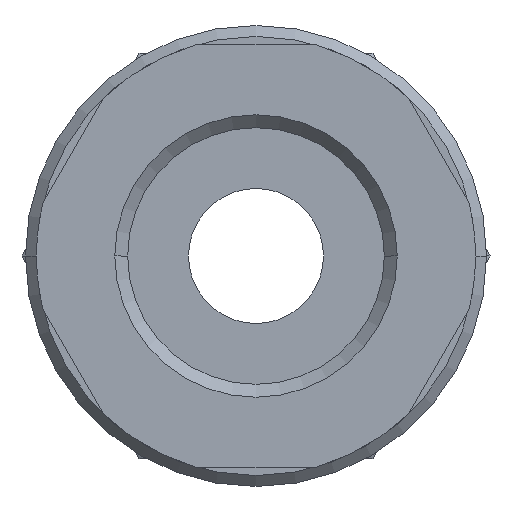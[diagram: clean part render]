
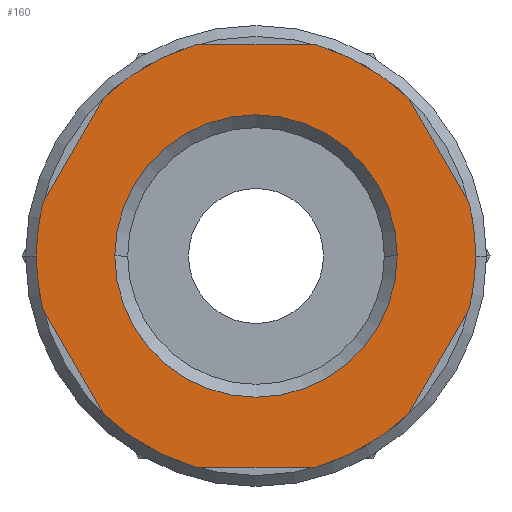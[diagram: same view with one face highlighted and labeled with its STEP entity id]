
A CAD part, front view. The second image highlights one B-rep face of the part: STEP entity #160.
In plain terms, the highlighted planar face has unit normal (0, -1, 0).
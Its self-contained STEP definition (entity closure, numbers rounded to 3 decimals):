
#160=ADVANCED_FACE('',(#379,#380),#381,.T.);
#379=FACE_BOUND('',#654,.T.);
#380=FACE_OUTER_BOUND('',#655,.T.);
#381=PLANE('',#656);
#654=EDGE_LOOP('',(#1053,#1054));
#655=EDGE_LOOP('',(#1055,#1056,#1057,#1058,#1059,#1060,#1061,#1062,#1063,#1064,#1065,#1066,#1067,#1068));
#656=AXIS2_PLACEMENT_3D('',#1069,#1070,#1071);
#1053=ORIENTED_EDGE('',*,*,#1564,.T.);
#1054=ORIENTED_EDGE('',*,*,#1680,.T.);
#1055=ORIENTED_EDGE('',*,*,#1681,.F.);
#1056=ORIENTED_EDGE('',*,*,#1682,.F.);
#1057=ORIENTED_EDGE('',*,*,#1683,.F.);
#1058=ORIENTED_EDGE('',*,*,#1684,.F.);
#1059=ORIENTED_EDGE('',*,*,#1685,.F.);
#1060=ORIENTED_EDGE('',*,*,#1686,.F.);
#1061=ORIENTED_EDGE('',*,*,#1654,.F.);
#1062=ORIENTED_EDGE('',*,*,#1687,.F.);
#1063=ORIENTED_EDGE('',*,*,#1688,.F.);
#1064=ORIENTED_EDGE('',*,*,#1689,.F.);
#1065=ORIENTED_EDGE('',*,*,#1625,.F.);
#1066=ORIENTED_EDGE('',*,*,#1690,.F.);
#1067=ORIENTED_EDGE('',*,*,#1691,.F.);
#1068=ORIENTED_EDGE('',*,*,#1692,.F.);
#1069=CARTESIAN_POINT('',(6.5,0.0,0.0));
#1070=DIRECTION('',(-0.0,-1.0,-0.0));
#1071=DIRECTION('',(-1.0,0.0,0.0));
#1564=EDGE_CURVE('',#1840,#1838,#1841,.T.);
#1625=EDGE_CURVE('',#1942,#1938,#1944,.T.);
#1654=EDGE_CURVE('',#1990,#1985,#1992,.T.);
#1680=EDGE_CURVE('',#1838,#1840,#2029,.T.);
#1681=EDGE_CURVE('',#2030,#2031,#2032,.T.);
#1682=EDGE_CURVE('',#2033,#2030,#2034,.T.);
#1683=EDGE_CURVE('',#2035,#2033,#2036,.T.);
#1684=EDGE_CURVE('',#2037,#2035,#2038,.T.);
#1685=EDGE_CURVE('',#2039,#2037,#2040,.T.);
#1686=EDGE_CURVE('',#1985,#2039,#2041,.T.);
#1687=EDGE_CURVE('',#2042,#1990,#2043,.T.);
#1688=EDGE_CURVE('',#2044,#2042,#2045,.T.);
#1689=EDGE_CURVE('',#1938,#2044,#2046,.T.);
#1690=EDGE_CURVE('',#2047,#1942,#2048,.T.);
#1691=EDGE_CURVE('',#2049,#2047,#2050,.T.);
#1692=EDGE_CURVE('',#2031,#2049,#2051,.T.);
#1838=VERTEX_POINT('',#2224);
#1840=VERTEX_POINT('',#2227);
#1841=CIRCLE('',#2228,8.36);
#1938=VERTEX_POINT('',#2404);
#1942=VERTEX_POINT('',#2409);
#1944=CIRCLE('',#2412,13.0);
#1985=VERTEX_POINT('',#2494);
#1990=VERTEX_POINT('',#2500);
#1992=CIRCLE('',#2503,13.0);
#2029=CIRCLE('',#2588,8.36);
#2030=VERTEX_POINT('',#2589);
#2031=VERTEX_POINT('',#2590);
#2032=LINE('',#2591,#2592);
#2033=VERTEX_POINT('',#2593);
#2034=CIRCLE('',#2594,13.0);
#2035=VERTEX_POINT('',#2595);
#2036=LINE('',#2596,#2597);
#2037=VERTEX_POINT('',#2598);
#2038=CIRCLE('',#2599,13.0);
#2039=VERTEX_POINT('',#2600);
#2040=LINE('',#2601,#2602);
#2041=CIRCLE('',#2603,13.0);
#2042=VERTEX_POINT('',#2604);
#2043=LINE('',#2605,#2606);
#2044=VERTEX_POINT('',#2607);
#2045=CIRCLE('',#2608,13.0);
#2046=LINE('',#2609,#2610);
#2047=VERTEX_POINT('',#2611);
#2048=LINE('',#2612,#2613);
#2049=VERTEX_POINT('',#2614);
#2050=CIRCLE('',#2615,13.0);
#2051=CIRCLE('',#2616,13.0);
#2224=CARTESIAN_POINT('',(8.36,0.0,0.));
#2227=CARTESIAN_POINT('',(-8.36,0.0,0.));
#2228=AXIS2_PLACEMENT_3D('',#2949,#2950,#2951);
#2404=CARTESIAN_POINT('',(-3.571,0.0,12.5));
#2409=CARTESIAN_POINT('',(-9.04,0.0,9.342));
#2412=AXIS2_PLACEMENT_3D('',#3048,#3049,#3050);
#2494=CARTESIAN_POINT('',(13.0,0.0,0.));
#2500=CARTESIAN_POINT('',(12.611,0.0,3.158));
#2503=AXIS2_PLACEMENT_3D('',#3088,#3089,#3090);
#2588=AXIS2_PLACEMENT_3D('',#3125,#3126,#3127);
#2589=CARTESIAN_POINT('',(-9.04,0.0,-9.342));
#2590=CARTESIAN_POINT('',(-12.611,0.0,-3.158));
#2591=CARTESIAN_POINT('',(-10.013,0.0,-7.657));
#2592=VECTOR('',#3128,1.0);
#2593=CARTESIAN_POINT('',(-3.571,0.0,-12.5));
#2594=AXIS2_PLACEMENT_3D('',#3129,#3130,#3131);
#2595=CARTESIAN_POINT('',(3.571,0.0,-12.5));
#2596=CARTESIAN_POINT('',(3.25,0.0,-12.5));
#2597=VECTOR('',#3132,1.0);
#2598=CARTESIAN_POINT('',(9.04,0.0,-9.342));
#2599=AXIS2_PLACEMENT_3D('',#3133,#3134,#3135);
#2600=CARTESIAN_POINT('',(12.611,0.0,-3.158));
#2601=CARTESIAN_POINT('',(11.638,0.0,-4.843));
#2602=VECTOR('',#3136,1.0);
#2603=AXIS2_PLACEMENT_3D('',#3137,#3138,#3139);
#2604=CARTESIAN_POINT('',(9.04,0.0,9.342));
#2605=CARTESIAN_POINT('',(11.638,0.0,4.843));
#2606=VECTOR('',#3140,1.0);
#2607=CARTESIAN_POINT('',(3.571,0.0,12.5));
#2608=AXIS2_PLACEMENT_3D('',#3141,#3142,#3143);
#2609=CARTESIAN_POINT('',(3.25,0.0,12.5));
#2610=VECTOR('',#3144,1.0);
#2611=CARTESIAN_POINT('',(-12.611,0.0,3.158));
#2612=CARTESIAN_POINT('',(-10.013,0.0,7.657));
#2613=VECTOR('',#3145,1.0);
#2614=CARTESIAN_POINT('',(-13.0,0.0,0.));
#2615=AXIS2_PLACEMENT_3D('',#3146,#3147,#3148);
#2616=AXIS2_PLACEMENT_3D('',#3149,#3150,#3151);
#2949=CARTESIAN_POINT('',(0.0,0.0,0.0));
#2950=DIRECTION('',(-0.0,1.0,0.0));
#2951=DIRECTION('',(1.0,0.0,0.0));
#3048=CARTESIAN_POINT('',(0.0,0.0,0.0));
#3049=DIRECTION('',(-0.0,1.0,0.0));
#3050=DIRECTION('',(1.0,0.0,0.0));
#3088=CARTESIAN_POINT('',(0.0,0.0,0.0));
#3089=DIRECTION('',(-0.0,1.0,0.0));
#3090=DIRECTION('',(1.0,0.0,0.0));
#3125=CARTESIAN_POINT('',(0.0,0.0,0.0));
#3126=DIRECTION('',(-0.0,1.0,0.0));
#3127=DIRECTION('',(1.0,0.0,0.0));
#3128=DIRECTION('',(-0.5,0.0,0.866));
#3129=CARTESIAN_POINT('',(0.0,0.0,0.0));
#3130=DIRECTION('',(-0.0,1.0,0.0));
#3131=DIRECTION('',(1.0,0.0,0.0));
#3132=DIRECTION('',(-1.0,0.0,0.0));
#3133=CARTESIAN_POINT('',(0.0,0.0,0.0));
#3134=DIRECTION('',(-0.0,1.0,0.0));
#3135=DIRECTION('',(1.0,0.0,0.0));
#3136=DIRECTION('',(-0.5,0.0,-0.866));
#3137=CARTESIAN_POINT('',(0.0,0.0,0.0));
#3138=DIRECTION('',(-0.0,1.0,0.0));
#3139=DIRECTION('',(1.0,0.0,0.0));
#3140=DIRECTION('',(0.5,0.0,-0.866));
#3141=CARTESIAN_POINT('',(0.0,0.0,0.0));
#3142=DIRECTION('',(-0.0,1.0,0.0));
#3143=DIRECTION('',(1.0,0.0,0.0));
#3144=DIRECTION('',(1.0,-0.0,0.));
#3145=DIRECTION('',(0.5,-0.0,0.866));
#3146=CARTESIAN_POINT('',(0.0,0.0,0.0));
#3147=DIRECTION('',(-0.0,1.0,0.0));
#3148=DIRECTION('',(1.0,0.0,0.0));
#3149=CARTESIAN_POINT('',(0.0,0.0,0.0));
#3150=DIRECTION('',(-0.0,1.0,0.0));
#3151=DIRECTION('',(1.0,0.0,0.0));
